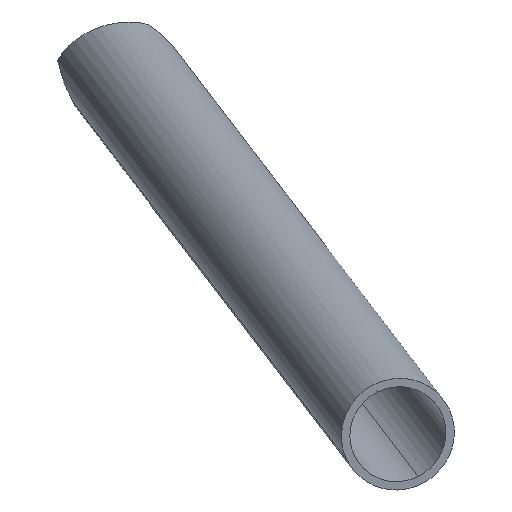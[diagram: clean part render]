
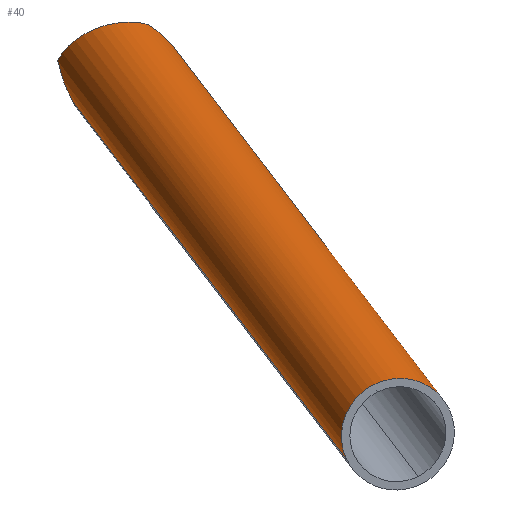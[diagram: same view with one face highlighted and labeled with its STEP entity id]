
A CAD part, top view. The second image highlights one B-rep face of the part: STEP entity #40.
In plain terms, the highlighted cylindrical face has radius 10 mm (diameter 20 mm), a partial arc.
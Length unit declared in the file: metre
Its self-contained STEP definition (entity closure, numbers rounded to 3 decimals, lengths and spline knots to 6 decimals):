
#40=ADVANCED_FACE('',(#79),#80,.T.);
#79=FACE_OUTER_BOUND('',#115,.T.);
#80=CYLINDRICAL_SURFACE('',#116,0.01);
#115=EDGE_LOOP('',(#164,#165,#166,#167,#168,#169,#170,#171));
#116=AXIS2_PLACEMENT_3D('',#172,#173,#174);
#164=ORIENTED_EDGE('',*,*,#247,.F.);
#165=ORIENTED_EDGE('',*,*,#238,.T.);
#166=ORIENTED_EDGE('',*,*,#248,.F.);
#167=ORIENTED_EDGE('',*,*,#249,.T.);
#168=ORIENTED_EDGE('',*,*,#243,.F.);
#169=ORIENTED_EDGE('',*,*,#250,.F.);
#170=ORIENTED_EDGE('',*,*,#251,.F.);
#171=ORIENTED_EDGE('',*,*,#252,.F.);
#172=CARTESIAN_POINT('',(-1.986,-0.272485,0.109066));
#173=DIRECTION('',(0.283,-0.371,0.885));
#174=DIRECTION('',(0.885,0.457,-0.091));
#238=EDGE_CURVE('',#284,#282,#285,.T.);
#243=EDGE_CURVE('',#291,#293,#294,.T.);
#247=EDGE_CURVE('',#284,#299,#300,.T.);
#248=EDGE_CURVE('0:99',#301,#282,#302,.T.);
#249=EDGE_CURVE('0:96',#301,#293,#303,.T.);
#250=EDGE_CURVE('',#304,#291,#305,.T.);
#251=EDGE_CURVE('0:69',#306,#304,#307,.T.);
#252=EDGE_CURVE('',#299,#306,#308,.T.);
#282=VERTEX_POINT('',#490);
#284=VERTEX_POINT('',#492);
#285=ELLIPSE('',#493,0.016697,0.01);
#291=VERTEX_POINT('',#500);
#293=VERTEX_POINT('',#502);
#294=ELLIPSE('',#503,0.012487,0.01);
#299=VERTEX_POINT('',#565);
#300=LINE('',#566,#567);
#301=VERTEX_POINT('',#568);
#302=ELLIPSE('',#569,0.012079,0.01);
#303=B_SPLINE_CURVE_WITH_KNOTS('',5,(#570,#571,#572,#573,#574,#575,#576,#577,#578,#579,#580,#581,#582,#583,#584),.UNSPECIFIED.,.F.,.F.,(6,3,3,3,6),(0.0,0.923959,2.970447,5.940894,11.881787),.UNSPECIFIED.);
#304=VERTEX_POINT('',#585);
#305=LINE('',#586,#587);
#306=VERTEX_POINT('',#588);
#307=ELLIPSE('',#589,0.010141,0.01);
#308=ELLIPSE('',#590,0.010141,0.01);
#490=CARTESIAN_POINT('',(-2.019692,-0.213698,-0.008365));
#492=CARTESIAN_POINT('',(-2.013668,-0.220006,-0.006125));
#493=AXIS2_PLACEMENT_3D('',#705,#706,#707);
#500=CARTESIAN_POINT('',(-2.032897,-0.227137,-0.009114));
#502=CARTESIAN_POINT('',(-2.032963,-0.226969,-0.008947));
#503=AXIS2_PLACEMENT_3D('',#715,#716,#717);
#565=CARTESIAN_POINT('',(-1.967048,-0.28117,0.139785));
#566=CARTESIAN_POINT('',(-1.977154,-0.267911,0.108156));
#567=VECTOR('',#721,1.0);
#568=CARTESIAN_POINT('',(-2.035526,-0.220006,-0.013081));
#569=AXIS2_PLACEMENT_3D('',#722,#723,#724);
#570=CARTESIAN_POINT('',(-2.035526,-0.220006,-0.013081));
#571=CARTESIAN_POINT('',(-2.035503,-0.220115,-0.013011));
#572=CARTESIAN_POINT('',(-2.03548,-0.220224,-0.012941));
#573=CARTESIAN_POINT('',(-2.035445,-0.220384,-0.012838));
#574=CARTESIAN_POINT('',(-2.035366,-0.220734,-0.012614));
#575=CARTESIAN_POINT('',(-2.03528,-0.221084,-0.012393));
#576=CARTESIAN_POINT('',(-2.035218,-0.221325,-0.012242));
#577=CARTESIAN_POINT('',(-2.035057,-0.221915,-0.011873));
#578=CARTESIAN_POINT('',(-2.034877,-0.222504,-0.011512));
#579=CARTESIAN_POINT('',(-2.034764,-0.222852,-0.0113));
#580=CARTESIAN_POINT('',(-2.034405,-0.223894,-0.010674));
#581=CARTESIAN_POINT('',(-2.033983,-0.224929,-0.010072));
#582=CARTESIAN_POINT('',(-2.033674,-0.225616,-0.009683));
#583=CARTESIAN_POINT('',(-2.033334,-0.226297,-0.009307));
#584=CARTESIAN_POINT('',(-2.032963,-0.226969,-0.008947));
#585=CARTESIAN_POINT('',(-1.984952,-0.290039,0.140942));
#586=CARTESIAN_POINT('',(-1.994847,-0.277058,0.109975));
#587=VECTOR('',#725,1.0);
#588=CARTESIAN_POINT('',(-1.982056,-0.278112,0.143532));
#589=AXIS2_PLACEMENT_3D('',#726,#727,#728);
#590=AXIS2_PLACEMENT_3D('',#729,#730,#731);
#705=CARTESIAN_POINT('',(-2.026,-0.220006,-0.016125));
#706=DIRECTION('',(-0.599,-0.31,0.739));
#707=DIRECTION('',(0.801,-0.232,0.552));
#715=CARTESIAN_POINT('',(-2.026,-0.220006,-0.016125));
#716=DIRECTION('',(-0.801,0.232,-0.552));
#717=DIRECTION('',(0.599,0.31,-0.739));
#721=DIRECTION('',(0.283,-0.371,0.885));
#722=CARTESIAN_POINT('',(-2.026,-0.220006,-0.016125));
#723=DIRECTION('',(-0.171,0.828,-0.534));
#724=DIRECTION('',(0.252,0.561,0.789));
#725=DIRECTION('',(-0.283,0.371,-0.885));
#726=CARTESIAN_POINT('',(-1.976,-0.285604,0.140364));
#727=DIRECTION('',(0.186,-0.251,0.95));
#728=DIRECTION('',(0.597,-0.739,-0.312));
#729=CARTESIAN_POINT('',(-1.976,-0.285604,0.140364));
#730=DIRECTION('',(0.186,-0.251,0.95));
#731=DIRECTION('',(0.597,-0.739,-0.312));
